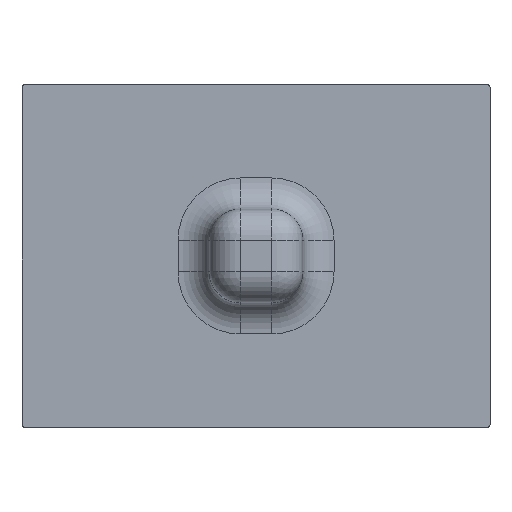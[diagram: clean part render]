
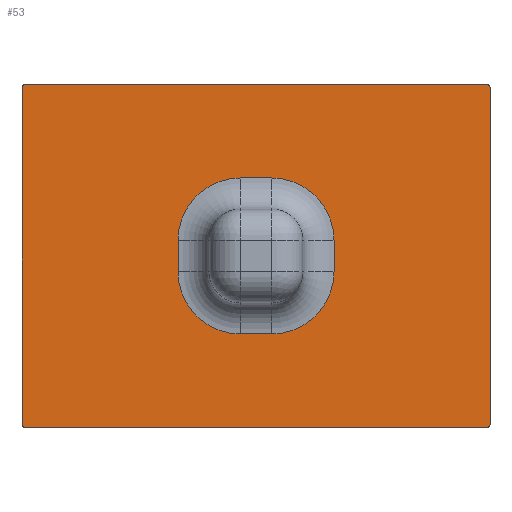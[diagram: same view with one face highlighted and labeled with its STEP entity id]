
A CAD part, top view. The second image highlights one B-rep face of the part: STEP entity #53.
In plain terms, the highlighted planar face has unit normal (0, 0, 1).
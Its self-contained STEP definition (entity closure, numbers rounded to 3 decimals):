
#53=ADVANCED_FACE('',(#121,#123),#125,.T.);
#121=FACE_BOUND('',#122,.T.);
#122=EDGE_LOOP('',(#601,#602,#603,#604,#605,#606,#607,#608));
#123=FACE_BOUND('',#124,.T.);
#124=EDGE_LOOP('',(#609,#610,#611,#612,#613,#614,#615,#616));
#125=PLANE('',#126);
#126=AXIS2_PLACEMENT_3D('',#127,#128,#129);
#127=CARTESIAN_POINT('',(0.,0.,0.));
#128=DIRECTION('',(0.,0.,1.));
#129=DIRECTION('',(-1.,0.,0.));
#601=ORIENTED_EDGE('',*,*,#881,.F.);
#602=ORIENTED_EDGE('',*,*,#882,.T.);
#603=ORIENTED_EDGE('',*,*,#883,.F.);
#604=ORIENTED_EDGE('',*,*,#884,.T.);
#605=ORIENTED_EDGE('',*,*,#885,.F.);
#606=ORIENTED_EDGE('',*,*,#886,.T.);
#607=ORIENTED_EDGE('',*,*,#887,.F.);
#608=ORIENTED_EDGE('',*,*,#888,.T.);
#609=ORIENTED_EDGE('',*,*,#889,.F.);
#610=ORIENTED_EDGE('',*,*,#890,.F.);
#611=ORIENTED_EDGE('',*,*,#891,.F.);
#612=ORIENTED_EDGE('',*,*,#892,.F.);
#613=ORIENTED_EDGE('',*,*,#893,.F.);
#614=ORIENTED_EDGE('',*,*,#894,.F.);
#615=ORIENTED_EDGE('',*,*,#895,.F.);
#616=ORIENTED_EDGE('',*,*,#896,.F.);
#881=EDGE_CURVE('',#1021,#1022,#1023,.F.);
#882=EDGE_CURVE('',#1021,#1024,#1025,.T.);
#883=EDGE_CURVE('',#1026,#1024,#1027,.F.);
#884=EDGE_CURVE('',#1026,#1028,#1029,.T.);
#885=EDGE_CURVE('',#1030,#1028,#1031,.F.);
#886=EDGE_CURVE('',#1030,#1032,#1033,.T.);
#887=EDGE_CURVE('',#1034,#1032,#1035,.F.);
#888=EDGE_CURVE('',#1034,#1022,#1036,.T.);
#889=EDGE_CURVE('',#1037,#1038,#1039,.T.);
#890=EDGE_CURVE('',#1040,#1037,#1041,.F.);
#891=EDGE_CURVE('',#1042,#1040,#1043,.T.);
#892=EDGE_CURVE('',#1044,#1042,#1045,.F.);
#893=EDGE_CURVE('',#1046,#1044,#1047,.T.);
#894=EDGE_CURVE('',#1048,#1046,#1049,.F.);
#895=EDGE_CURVE('',#1050,#1048,#1051,.T.);
#896=EDGE_CURVE('',#1038,#1050,#1052,.F.);
#1021=VERTEX_POINT('',#1237);
#1022=VERTEX_POINT('',#1238);
#1023=CIRCLE('',#1239,1.);
#1024=VERTEX_POINT('',#1243);
#1025=LINE('',#1244,#1245);
#1026=VERTEX_POINT('',#1247);
#1027=CIRCLE('',#1248,1.);
#1028=VERTEX_POINT('',#1252);
#1029=LINE('',#1253,#1254);
#1030=VERTEX_POINT('',#1256);
#1031=CIRCLE('',#1257,1.);
#1032=VERTEX_POINT('',#1261);
#1033=LINE('',#1262,#1263);
#1034=VERTEX_POINT('',#1265);
#1035=CIRCLE('',#1266,1.);
#1036=LINE('',#1270,#1271);
#1037=VERTEX_POINT('',#1273);
#1038=VERTEX_POINT('',#1274);
#1039=LINE('',#1275,#1276);
#1040=VERTEX_POINT('',#1278);
#1041=CIRCLE('',#1279,20.);
#1042=VERTEX_POINT('',#1283);
#1043=LINE('',#1284,#1285);
#1044=VERTEX_POINT('',#1287);
#1045=CIRCLE('',#1288,20.);
#1046=VERTEX_POINT('',#1292);
#1047=LINE('',#1293,#1294);
#1048=VERTEX_POINT('',#1296);
#1049=CIRCLE('',#1297,20.);
#1050=VERTEX_POINT('',#1301);
#1051=LINE('',#1302,#1303);
#1052=CIRCLE('',#1305,20.);
#1237=CARTESIAN_POINT('',(-36.358,62.691,0.));
#1238=CARTESIAN_POINT('',(-35.358,63.691,0.));
#1239=AXIS2_PLACEMENT_3D('',#1240,#1241,#1242);
#1240=CARTESIAN_POINT('',(-35.358,62.691,0.));
#1241=DIRECTION('',(0.,0.,1.));
#1242=DIRECTION('',(0.,1.,0.));
#1243=CARTESIAN_POINT('',(-36.358,-45.309,0.));
#1244=CARTESIAN_POINT('',(-36.358,62.691,0.));
#1245=VECTOR('',#1246,1.);
#1246=DIRECTION('',(0.,-1.,0.));
#1247=CARTESIAN_POINT('',(-35.358,-46.309,0.));
#1248=AXIS2_PLACEMENT_3D('',#1249,#1250,#1251);
#1249=CARTESIAN_POINT('',(-35.358,-45.309,0.));
#1250=DIRECTION('',(0.,0.,1.));
#1251=DIRECTION('',(-1.,0.,0.));
#1252=CARTESIAN_POINT('',(112.642,-46.309,0.));
#1253=CARTESIAN_POINT('',(-35.358,-46.309,0.));
#1254=VECTOR('',#1255,1.);
#1255=DIRECTION('',(1.,0.,0.));
#1256=CARTESIAN_POINT('',(113.642,-45.309,0.));
#1257=AXIS2_PLACEMENT_3D('',#1258,#1259,#1260);
#1258=CARTESIAN_POINT('',(112.642,-45.309,0.));
#1259=DIRECTION('',(0.,0.,1.));
#1260=DIRECTION('',(0.,-1.,0.));
#1261=CARTESIAN_POINT('',(113.642,62.691,0.));
#1262=CARTESIAN_POINT('',(113.642,-45.309,0.));
#1263=VECTOR('',#1264,1.);
#1264=DIRECTION('',(0.,1.,0.));
#1265=CARTESIAN_POINT('',(112.642,63.691,0.));
#1266=AXIS2_PLACEMENT_3D('',#1267,#1268,#1269);
#1267=CARTESIAN_POINT('',(112.642,62.691,0.));
#1268=DIRECTION('',(0.,0.,1.));
#1269=DIRECTION('',(1.,0.,0.));
#1270=CARTESIAN_POINT('',(112.642,63.691,0.));
#1271=VECTOR('',#1272,1.);
#1272=DIRECTION('',(-1.,0.,0.));
#1273=CARTESIAN_POINT('',(63.642,3.691,0.));
#1274=CARTESIAN_POINT('',(63.642,13.691,0.));
#1275=CARTESIAN_POINT('',(63.642,3.691,0.));
#1276=VECTOR('',#1277,1.);
#1277=DIRECTION('',(0.,1.,0.));
#1278=CARTESIAN_POINT('',(43.642,-16.309,0.));
#1279=AXIS2_PLACEMENT_3D('',#1280,#1281,#1282);
#1280=CARTESIAN_POINT('',(43.642,3.691,0.));
#1281=DIRECTION('',(0.,0.,-1.));
#1282=DIRECTION('',(1.,0.,0.));
#1283=CARTESIAN_POINT('',(33.642,-16.309,0.));
#1284=CARTESIAN_POINT('',(33.642,-16.309,0.));
#1285=VECTOR('',#1286,1.);
#1286=DIRECTION('',(1.,0.,0.));
#1287=CARTESIAN_POINT('',(13.642,3.691,0.));
#1288=AXIS2_PLACEMENT_3D('',#1289,#1290,#1291);
#1289=CARTESIAN_POINT('',(33.642,3.691,0.));
#1290=DIRECTION('',(0.,0.,-1.));
#1291=DIRECTION('',(0.,-1.,0.));
#1292=CARTESIAN_POINT('',(13.642,13.691,0.));
#1293=CARTESIAN_POINT('',(13.642,13.691,0.));
#1294=VECTOR('',#1295,1.);
#1295=DIRECTION('',(0.,-1.,0.));
#1296=CARTESIAN_POINT('',(33.642,33.691,0.));
#1297=AXIS2_PLACEMENT_3D('',#1298,#1299,#1300);
#1298=CARTESIAN_POINT('',(33.642,13.691,0.));
#1299=DIRECTION('',(0.,0.,-1.));
#1300=DIRECTION('',(-1.,0.,0.));
#1301=CARTESIAN_POINT('',(43.642,33.691,0.));
#1302=CARTESIAN_POINT('',(43.642,33.691,0.));
#1303=VECTOR('',#1304,1.);
#1304=DIRECTION('',(-1.,0.,0.));
#1305=AXIS2_PLACEMENT_3D('',#1306,#1307,#1308);
#1306=CARTESIAN_POINT('',(43.642,13.691,0.));
#1307=DIRECTION('',(0.,0.,-1.));
#1308=DIRECTION('',(0.,1.,0.));
